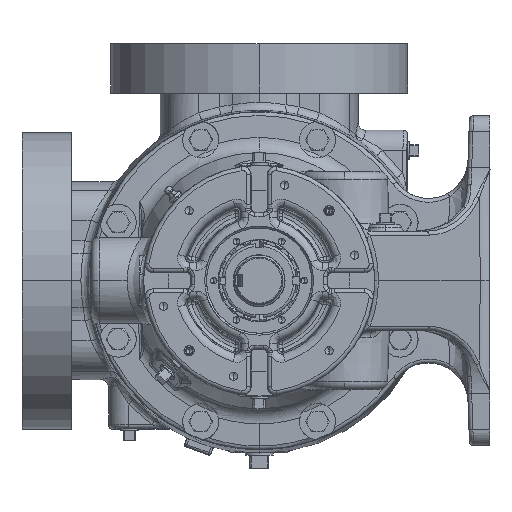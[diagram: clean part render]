
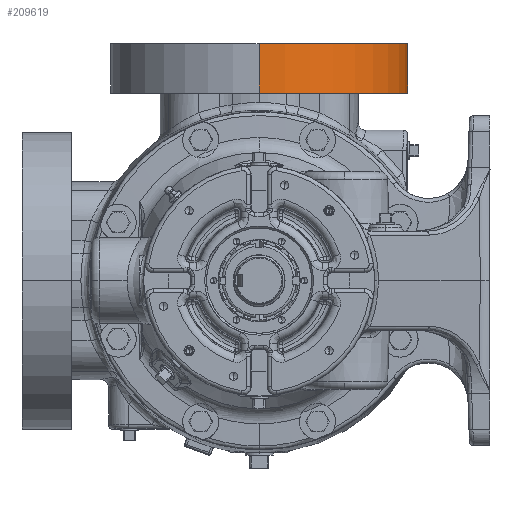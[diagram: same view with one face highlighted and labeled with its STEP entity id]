
A CAD part, left-side view. The second image highlights one B-rep face of the part: STEP entity #209619.
In plain terms, the highlighted cylindrical face has radius 114.3 mm (diameter 228.6 mm), a partial arc.
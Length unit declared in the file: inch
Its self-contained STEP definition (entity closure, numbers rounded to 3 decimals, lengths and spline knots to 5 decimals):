
#10108 = AXIS2_PLACEMENT_3D ( 'NONE', #15859, #203703, #205019 ) ;
#15859 = CARTESIAN_POINT ( 'NONE',  ( 3.345, 0., 4.74913 ) ) ;
#18871 = CARTESIAN_POINT ( 'NONE',  ( 3.345, 0., 7.1875 ) ) ;
#20140 = VERTEX_POINT ( 'NONE', #58079 ) ;
#25065 = VECTOR ( 'NONE', #40670, 39.37008 ) ;
#25757 = VECTOR ( 'NONE', #178435, 39.37008 ) ;
#28718 = CIRCLE ( 'NONE', #64062, 4.5 ) ;
#40670 = DIRECTION ( 'NONE',  ( 0., 0., -1. ) ) ;
#43951 = CARTESIAN_POINT ( 'NONE',  ( -1.155, 0., 7.1875 ) ) ;
#51443 = CARTESIAN_POINT ( 'NONE',  ( 7.845, 0., 4.74913 ) ) ;
#54828 = AXIS2_PLACEMENT_3D ( 'NONE', #18871, #207994, #119838 ) ;
#58079 = CARTESIAN_POINT ( 'NONE',  ( -1.155, 0., 5.6875 ) ) ;
#60364 = VERTEX_POINT ( 'NONE', #127833 ) ;
#63642 = CARTESIAN_POINT ( 'NONE',  ( 7.845, 0., 7.1875 ) ) ;
#64062 = AXIS2_PLACEMENT_3D ( 'NONE', #134353, #245982, #123185 ) ;
#90642 = FACE_OUTER_BOUND ( 'NONE', #112750, .T. ) ;
#112750 = EDGE_LOOP ( 'NONE', ( #189577, #171567, #168790, #220148 ) ) ;
#119838 = DIRECTION ( 'NONE',  ( -1., 0., 0. ) ) ;
#123185 = DIRECTION ( 'NONE',  ( -1., 0., 0. ) ) ;
#123877 = EDGE_CURVE ( 'NONE', #156735, #20140, #191076, .T. ) ;
#127833 = CARTESIAN_POINT ( 'NONE',  ( 7.845, 0., 5.6875 ) ) ;
#134353 = CARTESIAN_POINT ( 'NONE',  ( 3.345, 0., 5.6875 ) ) ;
#151164 = VERTEX_POINT ( 'NONE', #63642 ) ;
#156735 = VERTEX_POINT ( 'NONE', #43951 ) ;
#168790 = ORIENTED_EDGE ( 'NONE', *, *, #123877, .T. ) ;
#168836 = EDGE_CURVE ( 'NONE', #151164, #60364, #195023, .T. ) ;
#171567 = ORIENTED_EDGE ( 'NONE', *, *, #174518, .T. ) ;
#174518 = EDGE_CURVE ( 'NONE', #151164, #156735, #226705, .T. ) ;
#176218 = CYLINDRICAL_SURFACE ( 'NONE', #10108, 4.5 ) ;
#178435 = DIRECTION ( 'NONE',  ( 0., 0., -1. ) ) ;
#189577 = ORIENTED_EDGE ( 'NONE', *, *, #168836, .F. ) ;
#191076 = LINE ( 'NONE', #250412, #25065 ) ;
#195023 = LINE ( 'NONE', #51443, #25757 ) ;
#203703 = DIRECTION ( 'NONE',  ( 0., 0., -1. ) ) ;
#205019 = DIRECTION ( 'NONE',  ( -1., 0., 0. ) ) ;
#207994 = DIRECTION ( 'NONE',  ( 0., 0., -1. ) ) ;
#209619 = ADVANCED_FACE ( 'NONE', ( #90642 ), #176218, .T. ) ;
#220148 = ORIENTED_EDGE ( 'NONE', *, *, #230469, .F. ) ;
#226705 = CIRCLE ( 'NONE', #54828, 4.5 ) ;
#230469 = EDGE_CURVE ( 'NONE', #60364, #20140, #28718, .T. ) ;
#245982 = DIRECTION ( 'NONE',  ( 0., 0., -1. ) ) ;
#250412 = CARTESIAN_POINT ( 'NONE',  ( -1.155, 0., 4.74913 ) ) ;
